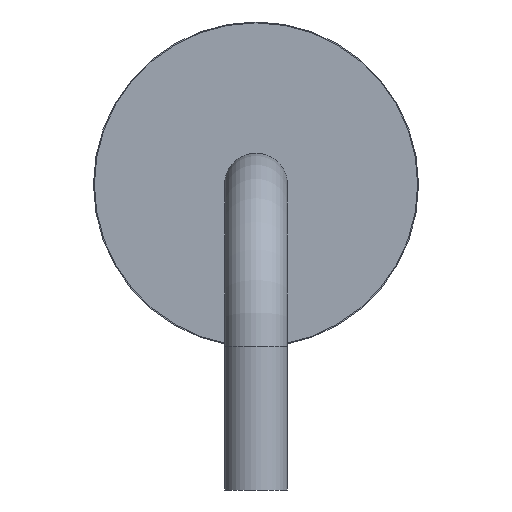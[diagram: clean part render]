
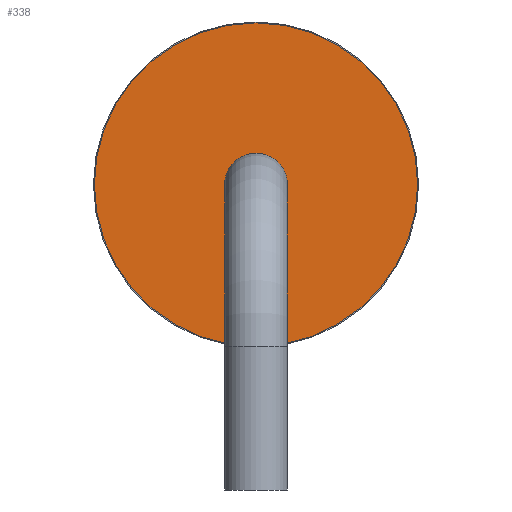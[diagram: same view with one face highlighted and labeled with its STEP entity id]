
A CAD part, left-side view. The second image highlights one B-rep face of the part: STEP entity #338.
In plain terms, the highlighted planar face has unit normal (-1, 0, 0).
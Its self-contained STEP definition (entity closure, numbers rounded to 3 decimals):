
#292 = VERTEX_POINT('',#293);
#293 = CARTESIAN_POINT('',(-4.75,-1.8,
    0.));
#299 = EDGE_CURVE('',#292,#292,#300,.T.);
#300 = CIRCLE('',#301,1.8);
#301 = AXIS2_PLACEMENT_3D('',#302,#303,#304);
#302 = CARTESIAN_POINT('',(-4.75,0.,
    0.));
#303 = DIRECTION('',(-1.,0.,0.));
#304 = DIRECTION('',(0.,-1.,0.));
#338 = ADVANCED_FACE('',(#339,#342),#353,.T.);
#339 = FACE_BOUND('',#340,.T.);
#340 = EDGE_LOOP('',(#341));
#341 = ORIENTED_EDGE('',*,*,#299,.T.);
#342 = FACE_BOUND('',#343,.T.);
#343 = EDGE_LOOP('',(#344));
#344 = ORIENTED_EDGE('',*,*,#345,.F.);
#345 = EDGE_CURVE('',#346,#346,#348,.T.);
#346 = VERTEX_POINT('',#347);
#347 = CARTESIAN_POINT('',(-4.75,-0.35,
    0.));
#348 = CIRCLE('',#349,0.35);
#349 = AXIS2_PLACEMENT_3D('',#350,#351,#352);
#350 = CARTESIAN_POINT('',(-4.75,0.,
    0.));
#351 = DIRECTION('',(-1.,0.,0.));
#352 = DIRECTION('',(0.,-1.,0.));
#353 = PLANE('',#354);
#354 = AXIS2_PLACEMENT_3D('',#355,#356,#357);
#355 = CARTESIAN_POINT('',(-4.75,0.,
    0.));
#356 = DIRECTION('',(-1.,0.,0.));
#357 = DIRECTION('',(0.,0.,-1.));
